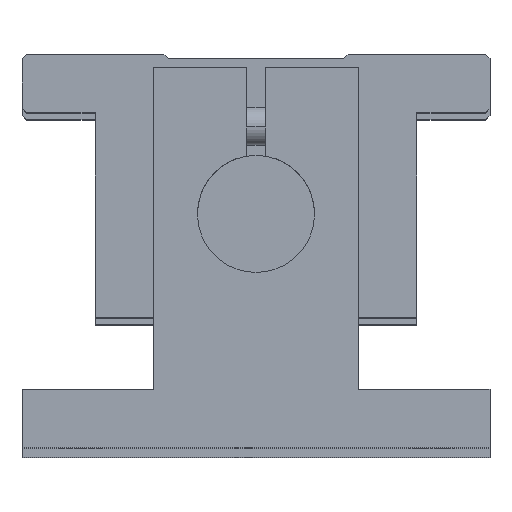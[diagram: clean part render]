
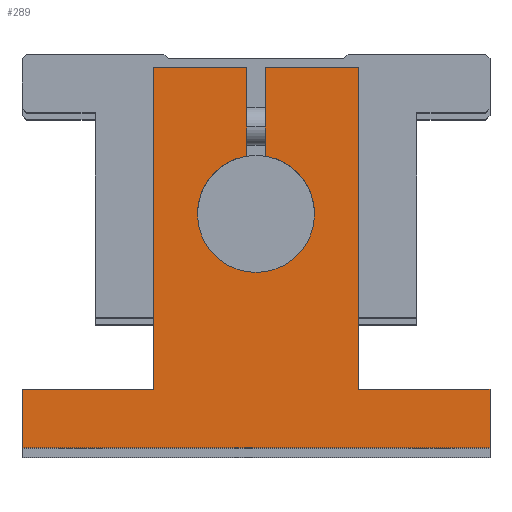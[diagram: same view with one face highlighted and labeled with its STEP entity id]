
A CAD part, top view. The second image highlights one B-rep face of the part: STEP entity #289.
In plain terms, the highlighted planar face has unit normal (0, 0, 1).
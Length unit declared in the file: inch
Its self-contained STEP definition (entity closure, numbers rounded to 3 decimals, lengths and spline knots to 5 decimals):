
#21 = CARTESIAN_POINT ( 'NONE',  ( 0.86991, -1.68022, 0.53078 ) ) ;
#25 = AXIS2_PLACEMENT_3D ( 'NONE', #1247, #240, #1551 ) ;
#68 = EDGE_CURVE ( 'NONE', #3648, #2110, #594, .T. ) ;
#92 = CIRCLE ( 'NONE', #25, 0.25 ) ;
#109 = VERTEX_POINT ( 'NONE', #4008 ) ;
#115 = VECTOR ( 'NONE', #1283, 39.37008 ) ;
#183 = VERTEX_POINT ( 'NONE', #1652 ) ;
#240 = DIRECTION ( 'NONE',  ( 0., 0., -1. ) ) ;
#251 = CARTESIAN_POINT ( 'NONE',  ( -1.13009, -1.43022, 0.53078 ) ) ;
#261 = DIRECTION ( 'NONE',  ( -1., 0., 0. ) ) ;
#289 = ADVANCED_FACE ( 'NONE', ( #1279 ), #2297, .T. ) ;
#319 = ORIENTED_EDGE ( 'NONE', *, *, #1680, .T. ) ;
#330 = DIRECTION ( 'NONE',  ( 1., 0., 0. ) ) ;
#390 = DIRECTION ( 'NONE',  ( 0., 0., -1. ) ) ;
#402 = DIRECTION ( 'NONE',  ( -1., 0., 0. ) ) ;
#457 = EDGE_CURVE ( 'NONE', #2074, #109, #1535, .T. ) ;
#473 = EDGE_CURVE ( 'NONE', #3994, #3648, #3031, .T. ) ;
#527 = EDGE_CURVE ( 'NONE', #892, #1425, #92, .T. ) ;
#550 = ORIENTED_EDGE ( 'NONE', *, *, #473, .T. ) ;
#556 = ORIENTED_EDGE ( 'NONE', *, *, #4055, .T. ) ;
#594 = LINE ( 'NONE', #3688, #2185 ) ;
#601 = ORIENTED_EDGE ( 'NONE', *, *, #3501, .T. ) ;
#754 = VECTOR ( 'NONE', #3108, 39.37008 ) ;
#823 = EDGE_LOOP ( 'NONE', ( #3149, #3427, #601, #3448, #556, #1919, #3114, #3163, #3639, #319, #2225, #1077, #964, #550 ) ) ;
#838 = CIRCLE ( 'NONE', #3717, 0.25 ) ;
#855 = CARTESIAN_POINT ( 'NONE',  ( -1.13009, -1.68022, 0.53078 ) ) ;
#878 = VECTOR ( 'NONE', #261, 39.37008 ) ;
#884 = LINE ( 'NONE', #251, #1694 ) ;
#892 = VERTEX_POINT ( 'NONE', #3716 ) ;
#930 = DIRECTION ( 'NONE',  ( 0., 0., -1. ) ) ;
#949 = EDGE_CURVE ( 'NONE', #3597, #3635, #2434, .T. ) ;
#964 = ORIENTED_EDGE ( 'NONE', *, *, #3366, .T. ) ;
#991 = CARTESIAN_POINT ( 'NONE',  ( 0.30751, -0.05502, 0.53078 ) ) ;
#1077 = ORIENTED_EDGE ( 'NONE', *, *, #1415, .T. ) ;
#1165 = CARTESIAN_POINT ( 'NONE',  ( -1.13009, -1.43022, 0.53078 ) ) ;
#1207 = VECTOR ( 'NONE', #2741, 39.37008 ) ;
#1226 = CARTESIAN_POINT ( 'NONE',  ( -1.13009, -0.05502, 0.53078 ) ) ;
#1247 = CARTESIAN_POINT ( 'NONE',  ( -0.13009, -0.68022, 0.53078 ) ) ;
#1249 = EDGE_CURVE ( 'NONE', #2110, #1356, #3735, .T. ) ;
#1276 = CARTESIAN_POINT ( 'NONE',  ( -0.16946, -0.05502, 0.53078 ) ) ;
#1279 = FACE_OUTER_BOUND ( 'NONE', #823, .T. ) ;
#1283 = DIRECTION ( 'NONE',  ( 0., 1., 0. ) ) ;
#1287 = LINE ( 'NONE', #1957, #2696 ) ;
#1356 = VERTEX_POINT ( 'NONE', #3206 ) ;
#1365 = LINE ( 'NONE', #3222, #3060 ) ;
#1415 = EDGE_CURVE ( 'NONE', #183, #3679, #1287, .T. ) ;
#1425 = VERTEX_POINT ( 'NONE', #2286 ) ;
#1493 = VECTOR ( 'NONE', #2027, 39.37008 ) ;
#1535 = LINE ( 'NONE', #1226, #754 ) ;
#1551 = DIRECTION ( 'NONE',  ( 1., 0., 0. ) ) ;
#1589 = LINE ( 'NONE', #21, #115 ) ;
#1607 = AXIS2_PLACEMENT_3D ( 'NONE', #1931, #1989, #330 ) ;
#1611 = DIRECTION ( 'NONE',  ( 0., -1., 0. ) ) ;
#1652 = CARTESIAN_POINT ( 'NONE',  ( 0.86991, -1.43022, 0.53078 ) ) ;
#1665 = CARTESIAN_POINT ( 'NONE',  ( -0.16946, -1.68022, 0.53078 ) ) ;
#1680 = EDGE_CURVE ( 'NONE', #3635, #3606, #3098, .T. ) ;
#1694 = VECTOR ( 'NONE', #2773, 39.37008 ) ;
#1919 = ORIENTED_EDGE ( 'NONE', *, *, #457, .T. ) ;
#1931 = CARTESIAN_POINT ( 'NONE',  ( -1.13009, -1.68022, 0.53078 ) ) ;
#1957 = CARTESIAN_POINT ( 'NONE',  ( -1.13009, -1.43022, 0.53078 ) ) ;
#1989 = DIRECTION ( 'NONE',  ( 0., 0., 1. ) ) ;
#2006 = LINE ( 'NONE', #2633, #1493 ) ;
#2009 = DIRECTION ( 'NONE',  ( 0., 1., 0. ) ) ;
#2027 = DIRECTION ( 'NONE',  ( 0., 1., 0. ) ) ;
#2074 = VERTEX_POINT ( 'NONE', #1276 ) ;
#2110 = VERTEX_POINT ( 'NONE', #2650 ) ;
#2111 = CARTESIAN_POINT ( 'NONE',  ( -1.13009, -1.68022, 0.53078 ) ) ;
#2185 = VECTOR ( 'NONE', #3076, 39.37008 ) ;
#2225 = ORIENTED_EDGE ( 'NONE', *, *, #2889, .T. ) ;
#2286 = CARTESIAN_POINT ( 'NONE',  ( -0.16946, -0.43334, 0.53078 ) ) ;
#2297 = PLANE ( 'NONE',  #1607 ) ;
#2333 = LINE ( 'NONE', #1665, #3398 ) ;
#2434 = LINE ( 'NONE', #855, #1207 ) ;
#2456 = CARTESIAN_POINT ( 'NONE',  ( 0.86991, -1.68022, 0.53078 ) ) ;
#2469 = CARTESIAN_POINT ( 'NONE',  ( -0.13009, -0.68022, 0.53078 ) ) ;
#2494 = DIRECTION ( 'NONE',  ( 1., 0., 0. ) ) ;
#2611 = CARTESIAN_POINT ( 'NONE',  ( -0.13009, -0.68022, 0.53078 ) ) ;
#2633 = CARTESIAN_POINT ( 'NONE',  ( 0.30751, -1.68022, 0.53078 ) ) ;
#2650 = CARTESIAN_POINT ( 'NONE',  ( -0.09072, -0.43334, 0.53078 ) ) ;
#2696 = VECTOR ( 'NONE', #402, 39.37008 ) ;
#2741 = DIRECTION ( 'NONE',  ( 0., -1., 0. ) ) ;
#2753 = EDGE_CURVE ( 'NONE', #3136, #3597, #884, .T. ) ;
#2773 = DIRECTION ( 'NONE',  ( -1., 0., 0. ) ) ;
#2786 = CARTESIAN_POINT ( 'NONE',  ( 0.30751, -1.43022, 0.53078 ) ) ;
#2821 = CARTESIAN_POINT ( 'NONE',  ( -0.09072, -0.05502, 0.53078 ) ) ;
#2889 = EDGE_CURVE ( 'NONE', #3606, #183, #1589, .T. ) ;
#2904 = EDGE_CURVE ( 'NONE', #109, #3136, #1365, .T. ) ;
#2960 = AXIS2_PLACEMENT_3D ( 'NONE', #2469, #930, #2494 ) ;
#3031 = LINE ( 'NONE', #3094, #878 ) ;
#3047 = CARTESIAN_POINT ( 'NONE',  ( -1.13009, -1.68022, 0.53078 ) ) ;
#3060 = VECTOR ( 'NONE', #1611, 39.37008 ) ;
#3076 = DIRECTION ( 'NONE',  ( 0., -1., 0. ) ) ;
#3094 = CARTESIAN_POINT ( 'NONE',  ( -1.13009, -0.05502, 0.53078 ) ) ;
#3098 = LINE ( 'NONE', #2111, #3607 ) ;
#3108 = DIRECTION ( 'NONE',  ( -1., 0., 0. ) ) ;
#3114 = ORIENTED_EDGE ( 'NONE', *, *, #2904, .T. ) ;
#3136 = VERTEX_POINT ( 'NONE', #3310 ) ;
#3149 = ORIENTED_EDGE ( 'NONE', *, *, #68, .T. ) ;
#3163 = ORIENTED_EDGE ( 'NONE', *, *, #2753, .T. ) ;
#3206 = CARTESIAN_POINT ( 'NONE',  ( 0.11991, -0.68022, 0.53078 ) ) ;
#3222 = CARTESIAN_POINT ( 'NONE',  ( -0.56769, -1.68022, 0.53078 ) ) ;
#3310 = CARTESIAN_POINT ( 'NONE',  ( -0.56769, -1.43022, 0.53078 ) ) ;
#3366 = EDGE_CURVE ( 'NONE', #3679, #3994, #2006, .T. ) ;
#3398 = VECTOR ( 'NONE', #2009, 39.37008 ) ;
#3427 = ORIENTED_EDGE ( 'NONE', *, *, #1249, .T. ) ;
#3440 = DIRECTION ( 'NONE',  ( 1., 0., 0. ) ) ;
#3448 = ORIENTED_EDGE ( 'NONE', *, *, #527, .T. ) ;
#3501 = EDGE_CURVE ( 'NONE', #1356, #892, #838, .T. ) ;
#3597 = VERTEX_POINT ( 'NONE', #1165 ) ;
#3606 = VERTEX_POINT ( 'NONE', #2456 ) ;
#3607 = VECTOR ( 'NONE', #3440, 39.37008 ) ;
#3635 = VERTEX_POINT ( 'NONE', #3047 ) ;
#3639 = ORIENTED_EDGE ( 'NONE', *, *, #949, .T. ) ;
#3648 = VERTEX_POINT ( 'NONE', #2821 ) ;
#3679 = VERTEX_POINT ( 'NONE', #2786 ) ;
#3688 = CARTESIAN_POINT ( 'NONE',  ( -0.09072, -1.68022, 0.53078 ) ) ;
#3716 = CARTESIAN_POINT ( 'NONE',  ( -0.38009, -0.68022, 0.53078 ) ) ;
#3717 = AXIS2_PLACEMENT_3D ( 'NONE', #2611, #390, #3906 ) ;
#3735 = CIRCLE ( 'NONE', #2960, 0.25 ) ;
#3906 = DIRECTION ( 'NONE',  ( 1., 0., 0. ) ) ;
#3994 = VERTEX_POINT ( 'NONE', #991 ) ;
#4008 = CARTESIAN_POINT ( 'NONE',  ( -0.56769, -0.05502, 0.53078 ) ) ;
#4055 = EDGE_CURVE ( 'NONE', #1425, #2074, #2333, .T. ) ;
